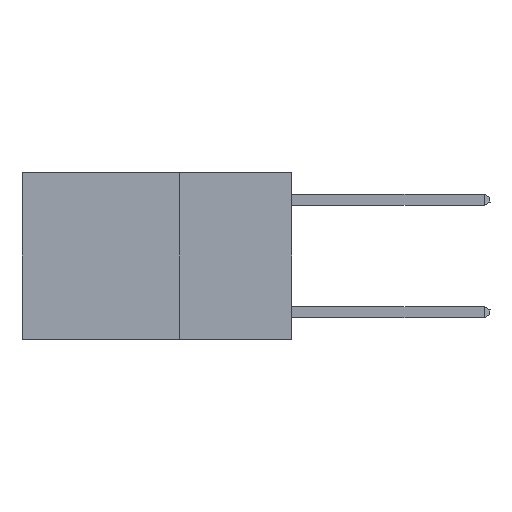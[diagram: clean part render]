
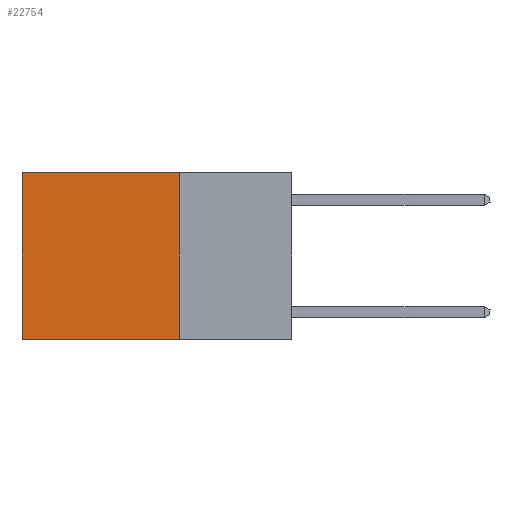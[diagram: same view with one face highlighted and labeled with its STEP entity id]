
A CAD part, left-side view. The second image highlights one B-rep face of the part: STEP entity #22754.
In plain terms, the highlighted planar face has unit normal (-1, 0, 0).
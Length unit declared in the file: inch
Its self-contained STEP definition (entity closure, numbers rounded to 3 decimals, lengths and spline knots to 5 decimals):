
#1307 = EDGE_CURVE ( 'NONE', #23420, #3966, #10478, .T. ) ;
#1922 = LINE ( 'NONE', #3599, #20775 ) ;
#2890 = ORIENTED_EDGE ( 'NONE', *, *, #17018, .T. ) ;
#3599 = CARTESIAN_POINT ( 'NONE',  ( 0.2625, 0.6, 0. ) ) ;
#3966 = VERTEX_POINT ( 'NONE', #9030 ) ;
#4280 = LINE ( 'NONE', #6642, #21245 ) ;
#6551 = DIRECTION ( 'NONE',  ( 0., 0., -1. ) ) ;
#6642 = CARTESIAN_POINT ( 'NONE',  ( 0.2625, 0.25, -0.37 ) ) ;
#8212 = VECTOR ( 'NONE', #23610, 39.37008 ) ;
#9030 = CARTESIAN_POINT ( 'NONE',  ( 0.2625, 0.25, -0.37 ) ) ;
#10417 = CARTESIAN_POINT ( 'NONE',  ( 0.2625, 0.25, 0. ) ) ;
#10478 = LINE ( 'NONE', #14839, #11362 ) ;
#11169 = ORIENTED_EDGE ( 'NONE', *, *, #21367, .T. ) ;
#11362 = VECTOR ( 'NONE', #21409, 39.37008 ) ;
#12144 = LINE ( 'NONE', #19153, #8212 ) ;
#12703 = EDGE_LOOP ( 'NONE', ( #11169, #22526, #18695, #2890 ) ) ;
#12837 = DIRECTION ( 'NONE',  ( 1., 0., 0. ) ) ;
#14490 = CARTESIAN_POINT ( 'NONE',  ( 0.2625, 0.6, 0. ) ) ;
#14839 = CARTESIAN_POINT ( 'NONE',  ( 0.2625, 0.25, 0. ) ) ;
#15669 = PLANE ( 'NONE',  #17483 ) ;
#17018 = EDGE_CURVE ( 'NONE', #23420, #27467, #12144, .T. ) ;
#17476 = FACE_OUTER_BOUND ( 'NONE', #12703, .T. ) ;
#17483 = AXIS2_PLACEMENT_3D ( 'NONE', #10417, #12837, #6551 ) ;
#17955 = CARTESIAN_POINT ( 'NONE',  ( 0.2625, 0.6, -0.37 ) ) ;
#18695 = ORIENTED_EDGE ( 'NONE', *, *, #1307, .F. ) ;
#19153 = CARTESIAN_POINT ( 'NONE',  ( 0.2625, 0.25, 0. ) ) ;
#19413 = EDGE_CURVE ( 'NONE', #3966, #28759, #4280, .T. ) ;
#20775 = VECTOR ( 'NONE', #29057, 39.37008 ) ;
#21245 = VECTOR ( 'NONE', #25009, 39.37008 ) ;
#21367 = EDGE_CURVE ( 'NONE', #27467, #28759, #1922, .T. ) ;
#21409 = DIRECTION ( 'NONE',  ( 0., 0., -1. ) ) ;
#22526 = ORIENTED_EDGE ( 'NONE', *, *, #19413, .F. ) ;
#22754 = ADVANCED_FACE ( 'NONE', ( #17476 ), #15669, .F. ) ;
#23420 = VERTEX_POINT ( 'NONE', #25741 ) ;
#23610 = DIRECTION ( 'NONE',  ( 0., 1., 0. ) ) ;
#25009 = DIRECTION ( 'NONE',  ( 0., 1., 0. ) ) ;
#25741 = CARTESIAN_POINT ( 'NONE',  ( 0.2625, 0.25, 0. ) ) ;
#27467 = VERTEX_POINT ( 'NONE', #14490 ) ;
#28759 = VERTEX_POINT ( 'NONE', #17955 ) ;
#29057 = DIRECTION ( 'NONE',  ( 0., 0., -1. ) ) ;
